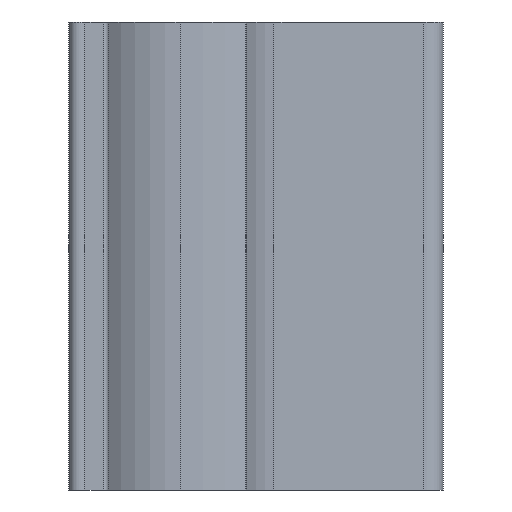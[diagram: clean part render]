
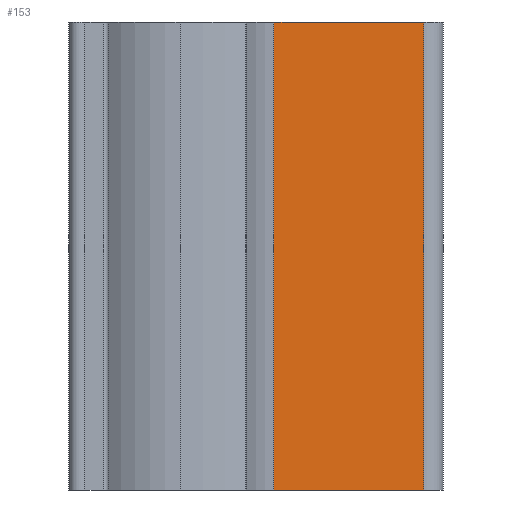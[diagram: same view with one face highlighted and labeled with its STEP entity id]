
A CAD part, left-side view. The second image highlights one B-rep face of the part: STEP entity #153.
In plain terms, the highlighted planar face has unit normal (-0.998, -0.065, 0).
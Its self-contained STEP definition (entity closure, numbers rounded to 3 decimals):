
#153=ADVANCED_FACE('',(#600),#599,.T.);
#599=PLANE('',#1149);
#600=FACE_OUTER_BOUND('',#1150,.T.);
#1146=CARTESIAN_POINT('',(-4.814,8.714,-2.5));
#1147=DIRECTION('',(-0.998,-0.065,0.));
#1148=DIRECTION('',(0.065,-0.998,0.));
#1149=AXIS2_PLACEMENT_3D('',#1146,#1147,#1148);
#1150=EDGE_LOOP('',(#1606,#1607,#1608,#1609));
#1606=ORIENTED_EDGE('',*,*,#1922,.T.);
#1607=ORIENTED_EDGE('',*,*,#1877,.F.);
#1608=ORIENTED_EDGE('',*,*,#1921,.F.);
#1609=ORIENTED_EDGE('',*,*,#1861,.T.);
#1861=EDGE_CURVE('',#2763,#2756,#2764,.T.);
#1877=EDGE_CURVE('',#2869,#2870,#2871,.T.);
#1921=EDGE_CURVE('',#2763,#2869,#3171,.T.);
#1922=EDGE_CURVE('',#2756,#2870,#3177,.T.);
#2756=VERTEX_POINT('',#3888);
#2763=VERTEX_POINT('',#3893);
#2764=LINE('',#3894,#3895);
#2869=VERTEX_POINT('',#3958);
#2870=VERTEX_POINT('',#3959);
#2871=LINE('',#3960,#3961);
#3171=LINE('',#4154,#4155);
#3177=LINE('',#4157,#4158);
#3888=CARTESIAN_POINT('',(-4.245,-0.073,0.));
#3893=CARTESIAN_POINT('',(-4.762,7.915,0.));
#3894=CARTESIAN_POINT('',(-4.762,7.915,0.));
#3895=VECTOR('',#3896,8.004);
#3896=DIRECTION('',(0.065,-0.998,0.));
#3958=CARTESIAN_POINT('',(-4.762,7.915,25.));
#3959=CARTESIAN_POINT('',(-4.245,-0.073,25.));
#3960=CARTESIAN_POINT('',(-4.762,7.915,25.));
#3961=VECTOR('',#3962,8.004);
#3962=DIRECTION('',(0.065,-0.998,0.));
#4154=CARTESIAN_POINT('',(-4.762,7.915,0.));
#4155=VECTOR('',#4156,25.);
#4156=DIRECTION('',(0.,0.,1.));
#4157=CARTESIAN_POINT('',(-4.245,-0.073,0.));
#4158=VECTOR('',#4159,25.);
#4159=DIRECTION('',(0.,0.,1.));
